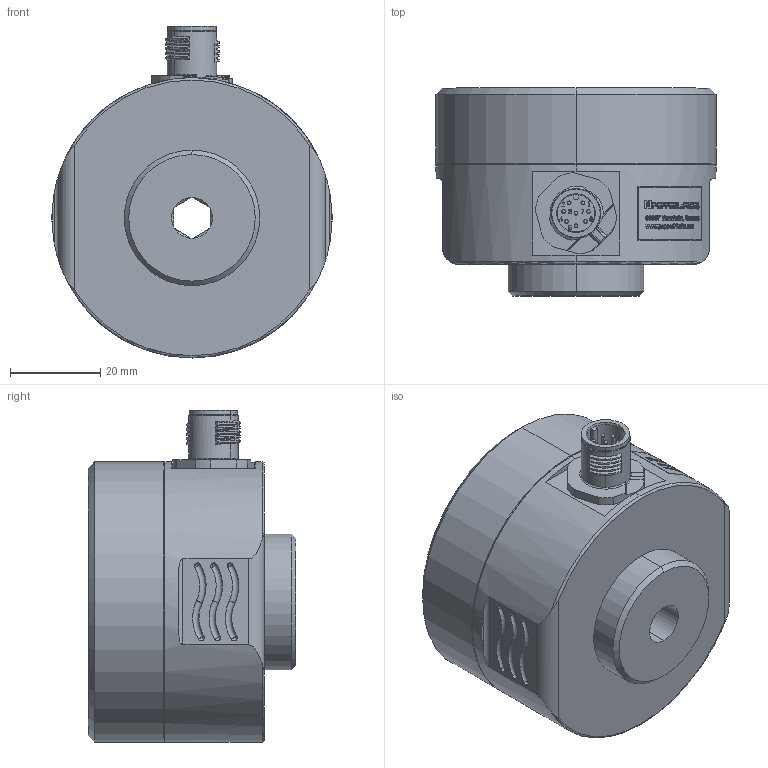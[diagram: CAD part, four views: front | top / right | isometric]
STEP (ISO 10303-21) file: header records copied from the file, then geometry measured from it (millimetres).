
FILE_DESCRIPTION((''),'2;1');
FILE_NAME('CAD-8144','2022-01-19T12:58:18',('creinig-se'),(''),'CREO PARAMETRIC BY PTC INC, 2019292','CREO PARAMETRIC BY PTC INC, 2019292','');
FILE_SCHEMA(('CONFIG_CONTROL_DESIGN','SHAPE_APPEARANCE_LAYERS_GROUPS'));
Length unit declared in the file: millimetre
Products named in the file (1): CAD-8144
Bounding box: 62 x 46 x 73.45 mm (x, y, z)
Volume: 116918.3 mm3; surface area: 16958.6 mm2
Topology: 1 solids, 4 shells, 573 faces, 2156 edges, 1668 vertices
Faces by surface type: plane 295, cylinder 158, bspline 46, sphere 28, torus 25, cone 21
Entity records: 38980 total; most frequent: CARTESIAN_POINT 9816, ORIENTED_EDGE 4252, DIRECTION 3052, PRESENTATION_STYLE_ASSIGNMENT 2559, STYLED_ITEM 2127, CURVE_STYLE 2126, EDGE_CURVE 2126, VERTEX_POINT 1668
